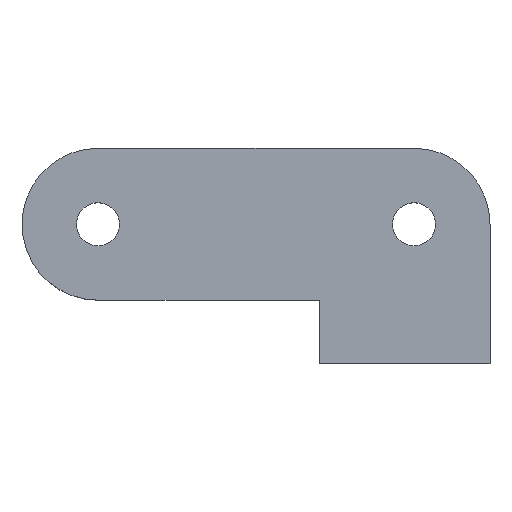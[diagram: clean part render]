
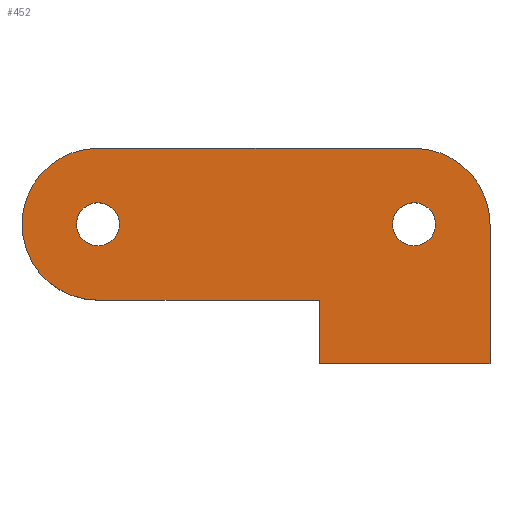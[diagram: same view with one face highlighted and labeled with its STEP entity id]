
A CAD part, top view. The second image highlights one B-rep face of the part: STEP entity #452.
In plain terms, the highlighted planar face has unit normal (0, 0, 1).
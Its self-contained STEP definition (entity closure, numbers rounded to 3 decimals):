
#54=CARTESIAN_POINT('',(25.,0.,5.));
#55=DIRECTION('',(0.,0.,1.));
#56=DIRECTION('',(1.,0.,0.));
#57=AXIS2_PLACEMENT_3D('',#54,#55,#56);
#59=DIRECTION('',(0.,1.,0.));
#60=VECTOR('',#59,11.);
#61=CARTESIAN_POINT('',(31.,-11.,5.));
#62=LINE('',#61,#60);
#63=DIRECTION('',(1.,0.,0.));
#64=VECTOR('',#63,13.5);
#65=CARTESIAN_POINT('',(17.5,-11.,5.));
#66=LINE('',#65,#64);
#67=CARTESIAN_POINT('',(0.,0.,5.));
#68=DIRECTION('',(0.,0.,1.));
#69=DIRECTION('',(0.,1.,0.));
#70=AXIS2_PLACEMENT_3D('',#67,#68,#69);
#72=CARTESIAN_POINT('',(25.,0.,5.));
#73=DIRECTION('',(0.,0.,-1.));
#74=DIRECTION('',(1.,0.,0.));
#75=AXIS2_PLACEMENT_3D('',#72,#73,#74);
#77=CARTESIAN_POINT('',(25.,0.,5.));
#78=DIRECTION('',(0.,0.,-1.));
#79=DIRECTION('',(-1.,0.,0.));
#80=AXIS2_PLACEMENT_3D('',#77,#78,#79);
#82=CARTESIAN_POINT('',(0.,0.,5.));
#83=DIRECTION('',(0.,0.,-1.));
#84=DIRECTION('',(1.,0.,0.));
#85=AXIS2_PLACEMENT_3D('',#82,#83,#84);
#87=CARTESIAN_POINT('',(0.,0.,5.));
#88=DIRECTION('',(0.,0.,-1.));
#89=DIRECTION('',(-1.,0.,0.));
#90=AXIS2_PLACEMENT_3D('',#87,#88,#89);
#92=DIRECTION('',(1.,0.,0.));
#93=VECTOR('',#92,25.);
#94=CARTESIAN_POINT('',(0.,6.,5.));
#95=LINE('',#94,#93);
#174=DIRECTION('',(0.,1.,0.));
#175=VECTOR('',#174,5.);
#176=CARTESIAN_POINT('',(17.5,-11.,5.));
#177=LINE('',#176,#175);
#186=DIRECTION('',(-1.,0.,0.));
#187=VECTOR('',#186,17.5);
#188=CARTESIAN_POINT('',(17.5,-6.,5.));
#189=LINE('',#188,#187);
#270=CARTESIAN_POINT('',(31.,-11.,5.));
#271=VERTEX_POINT('',#270);
#272=CARTESIAN_POINT('',(17.5,-11.,5.));
#273=VERTEX_POINT('',#272);
#274=CARTESIAN_POINT('',(31.,0.,5.));
#276=VERTEX_POINT('',#274);
#278=CARTESIAN_POINT('',(17.5,-6.,5.));
#279=VERTEX_POINT('',#278);
#280=CARTESIAN_POINT('',(0.,-6.,5.));
#281=VERTEX_POINT('',#280);
#284=CARTESIAN_POINT('',(0.,6.,5.));
#285=CARTESIAN_POINT('',(25.,6.,5.));
#286=VERTEX_POINT('',#284);
#287=VERTEX_POINT('',#285);
#316=CARTESIAN_POINT('',(23.3,0.,5.));
#317=VERTEX_POINT('',#316);
#318=CARTESIAN_POINT('',(26.7,0.,5.));
#319=VERTEX_POINT('',#318);
#328=CARTESIAN_POINT('',(-1.7,0.,5.));
#329=VERTEX_POINT('',#328);
#330=CARTESIAN_POINT('',(1.7,0.,5.));
#331=VERTEX_POINT('',#330);
#422=CARTESIAN_POINT('',(12.5,0.,5.));
#423=DIRECTION('',(0.,0.,1.));
#424=DIRECTION('',(1.,0.,0.));
#425=AXIS2_PLACEMENT_3D('',#422,#423,#424);
#426=PLANE('',#425);
#428=ORIENTED_EDGE('',*,*,#427,.T.);
#429=ORIENTED_EDGE('',*,*,#413,.F.);
#430=ORIENTED_EDGE('',*,*,#402,.F.);
#431=ORIENTED_EDGE('',*,*,#373,.F.);
#433=ORIENTED_EDGE('',*,*,#432,.T.);
#435=ORIENTED_EDGE('',*,*,#434,.T.);
#437=ORIENTED_EDGE('',*,*,#436,.F.);
#438=EDGE_LOOP('',(#428,#429,#430,#431,#433,#435,#437));
#439=FACE_OUTER_BOUND('',#438,.F.);
#441=ORIENTED_EDGE('',*,*,#440,.F.);
#443=ORIENTED_EDGE('',*,*,#442,.F.);
#444=EDGE_LOOP('',(#441,#443));
#445=FACE_BOUND('',#444,.F.);
#447=ORIENTED_EDGE('',*,*,#446,.F.);
#449=ORIENTED_EDGE('',*,*,#448,.F.);
#450=EDGE_LOOP('',(#447,#449));
#451=FACE_BOUND('',#450,.F.);
#452=ADVANCED_FACE('',(#439,#445,#451),#426,.T.);
#58=CIRCLE('',#57,6.);
#71=CIRCLE('',#70,6.);
#76=CIRCLE('',#75,1.7);
#81=CIRCLE('',#80,1.7);
#86=CIRCLE('',#85,1.7);
#91=CIRCLE('',#90,1.7);
#373=EDGE_CURVE('',#273,#271,#66,.T.);
#402=EDGE_CURVE('',#271,#276,#62,.T.);
#413=EDGE_CURVE('',#276,#287,#58,.T.);
#427=EDGE_CURVE('',#286,#287,#95,.T.);
#432=EDGE_CURVE('',#273,#279,#177,.T.);
#434=EDGE_CURVE('',#279,#281,#189,.T.);
#436=EDGE_CURVE('',#286,#281,#71,.T.);
#440=EDGE_CURVE('',#319,#317,#76,.T.);
#442=EDGE_CURVE('',#317,#319,#81,.T.);
#446=EDGE_CURVE('',#331,#329,#86,.T.);
#448=EDGE_CURVE('',#329,#331,#91,.T.);
